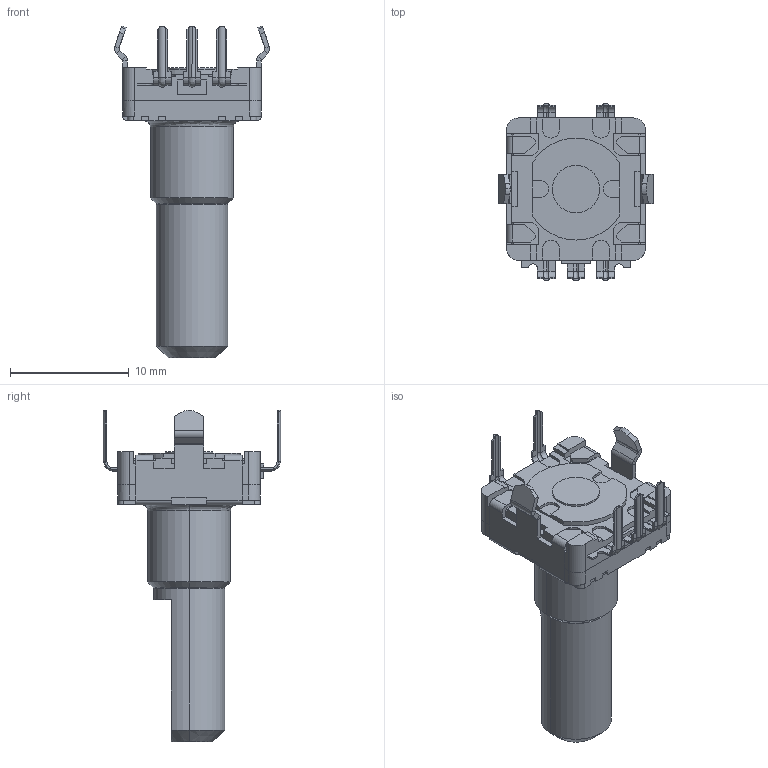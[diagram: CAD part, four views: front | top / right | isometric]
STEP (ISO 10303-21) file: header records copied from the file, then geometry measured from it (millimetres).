
FILE_DESCRIPTION(('FreeCAD Model'),'2;1');
FILE_NAME('Alps_EC12E_Vertical_H20mm-SW.step','2020-07-26T12:05:52',('Author'),(''), 'Open CASCADE STEP processor 7.3','FreeCAD','Unknown');
FILE_SCHEMA(('AUTOMOTIVE_DESIGN { 1 0 10303 214 1 1 1 1 }'));
Length unit declared in the file: millimetre
Products named in the file (1): EC11E-nonSW
Bounding box: 13.1 x 14.95 x 28 mm (x, y, z)
Volume: 1149.8 mm3; surface area: 1049.1 mm2
Topology: 1 solids, 1 shells, 479 faces, 1220 edges, 756 vertices
Faces by surface type: plane 346, cylinder 116, bspline 12, cone 5
Entity records: 36849 total; most frequent: CARTESIAN_POINT 8909, DIRECTION 4598, LINE 3152, VECTOR 3152, ORIENTED_EDGE 2440, PCURVE 2440, DEFINITIONAL_REPRESENTATION 2440, EDGE_CURVE 1220
